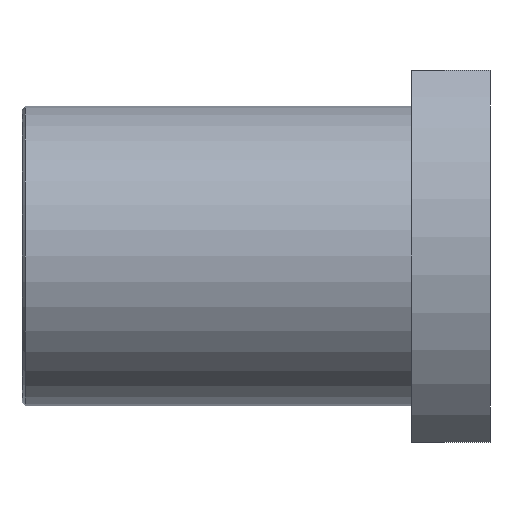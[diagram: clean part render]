
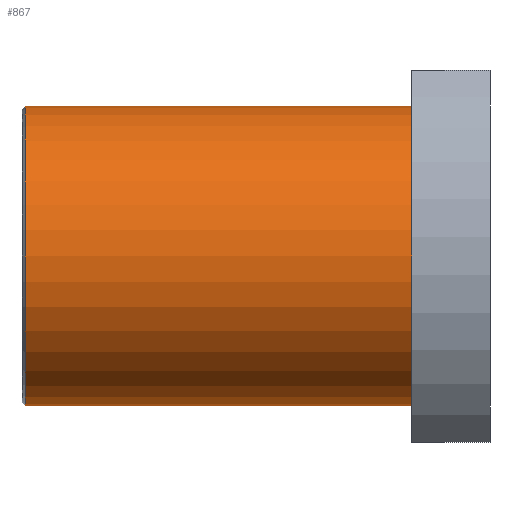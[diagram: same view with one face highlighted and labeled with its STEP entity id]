
A CAD part, front view. The second image highlights one B-rep face of the part: STEP entity #867.
In plain terms, the highlighted cylindrical face has radius 25 mm (diameter 50 mm), a partial arc.
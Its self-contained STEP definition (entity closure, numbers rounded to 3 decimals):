
#30 = VERTEX_POINT ( 'NONE', #561 ) ;
#63 = EDGE_CURVE ( 'NONE', #737, #30, #213, .T. ) ;
#70 = DIRECTION ( 'NONE',  ( -1., 0., 0. ) ) ;
#88 = DIRECTION ( 'NONE',  ( 0., 0., 1. ) ) ;
#95 = EDGE_LOOP ( 'NONE', ( #764, #252, #774, #540 ) ) ;
#99 = EDGE_CURVE ( 'NONE', #933, #30, #491, .T. ) ;
#113 = CARTESIAN_POINT ( 'NONE',  ( -340.807, 0., 0. ) ) ;
#213 = LINE ( 'NONE', #818, #565 ) ;
#221 = EDGE_CURVE ( 'NONE', #737, #915, #589, .T. ) ;
#237 = CARTESIAN_POINT ( 'NONE',  ( 28.441, 0., -25. ) ) ;
#252 = ORIENTED_EDGE ( 'NONE', *, *, #221, .T. ) ;
#257 = VECTOR ( 'NONE', #624, 1000. ) ;
#324 = CARTESIAN_POINT ( 'NONE',  ( 28.441, 0., 0. ) ) ;
#350 = CARTESIAN_POINT ( 'NONE',  ( 28.441, 0., 25. ) ) ;
#374 = CARTESIAN_POINT ( 'NONE',  ( -340.807, 0., 25. ) ) ;
#404 = DIRECTION ( 'NONE',  ( 0., 0., 1. ) ) ;
#458 = AXIS2_PLACEMENT_3D ( 'NONE', #657, #582, #509 ) ;
#480 = FACE_OUTER_BOUND ( 'NONE', #95, .T. ) ;
#491 = CIRCLE ( 'NONE', #458, 25. ) ;
#495 = EDGE_CURVE ( 'NONE', #915, #933, #742, .T. ) ;
#509 = DIRECTION ( 'NONE',  ( 0., 0., -1. ) ) ;
#520 = AXIS2_PLACEMENT_3D ( 'NONE', #113, #863, #404 ) ;
#540 = ORIENTED_EDGE ( 'NONE', *, *, #99, .T. ) ;
#561 = CARTESIAN_POINT ( 'NONE',  ( -36.059, 0., -25. ) ) ;
#565 = VECTOR ( 'NONE', #70, 1000. ) ;
#568 = CYLINDRICAL_SURFACE ( 'NONE', #520, 25. ) ;
#582 = DIRECTION ( 'NONE',  ( 1., 0., 0. ) ) ;
#589 = CIRCLE ( 'NONE', #822, 25. ) ;
#624 = DIRECTION ( 'NONE',  ( -1., 0., 0. ) ) ;
#657 = CARTESIAN_POINT ( 'NONE',  ( -36.059, 0., 0. ) ) ;
#737 = VERTEX_POINT ( 'NONE', #237 ) ;
#742 = LINE ( 'NONE', #374, #257 ) ;
#761 = DIRECTION ( 'NONE',  ( -1., 0., 0. ) ) ;
#764 = ORIENTED_EDGE ( 'NONE', *, *, #63, .F. ) ;
#774 = ORIENTED_EDGE ( 'NONE', *, *, #495, .T. ) ;
#818 = CARTESIAN_POINT ( 'NONE',  ( -340.807, 0., -25. ) ) ;
#822 = AXIS2_PLACEMENT_3D ( 'NONE', #324, #761, #88 ) ;
#859 = CARTESIAN_POINT ( 'NONE',  ( -36.059, 0., 25. ) ) ;
#863 = DIRECTION ( 'NONE',  ( -1., 0., 0. ) ) ;
#867 = ADVANCED_FACE ( 'NONE', ( #480 ), #568, .T. ) ;
#915 = VERTEX_POINT ( 'NONE', #350 ) ;
#933 = VERTEX_POINT ( 'NONE', #859 ) ;
